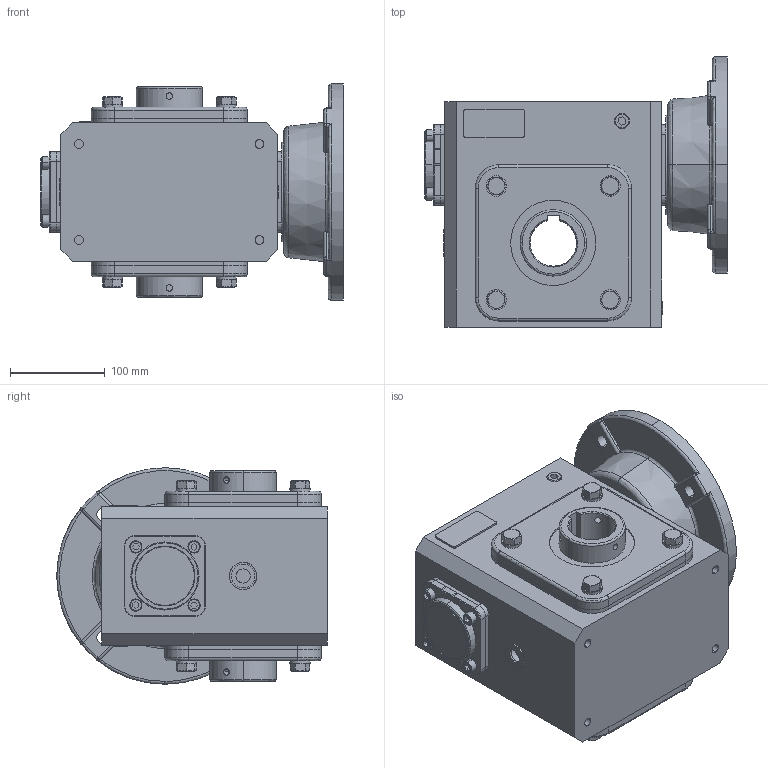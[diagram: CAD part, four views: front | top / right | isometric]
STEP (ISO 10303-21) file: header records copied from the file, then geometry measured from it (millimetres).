
FILE_DESCRIPTION (( 'STEP AP214' ), '1' );
FILE_NAME ('WG-325-010-HC.step', '2018-08-22T19:04:54', ( '' ), ( '' ), 'SwSTEP 2.0', 'SolidWorks 2017', '' );
FILE_SCHEMA (( 'AUTOMOTIVE_DESIGN' ));
Length unit declared in the file: inch
Products named in the file (1): WG-325-010-HC
Bounding box: 320 x 285.75 x 228.6 mm (x, y, z)
Volume: 8881572.7 mm3; surface area: 716512.1 mm2
Topology: 40 solids, 40 shells, 665 faces, 1552 edges, 1008 vertices
Faces by surface type: plane 332, cylinder 206, bspline 64, cone 63
Entity records: 41560 total; most frequent: CARTESIAN_POINT 17514, ORIENTED_EDGE 3080, DIRECTION 2939, EDGE_CURVE 1540, AXIS2_PLACEMENT_3D 1093, VERTEX_POINT 1008, EDGE_LOOP 778, VECTOR 753
